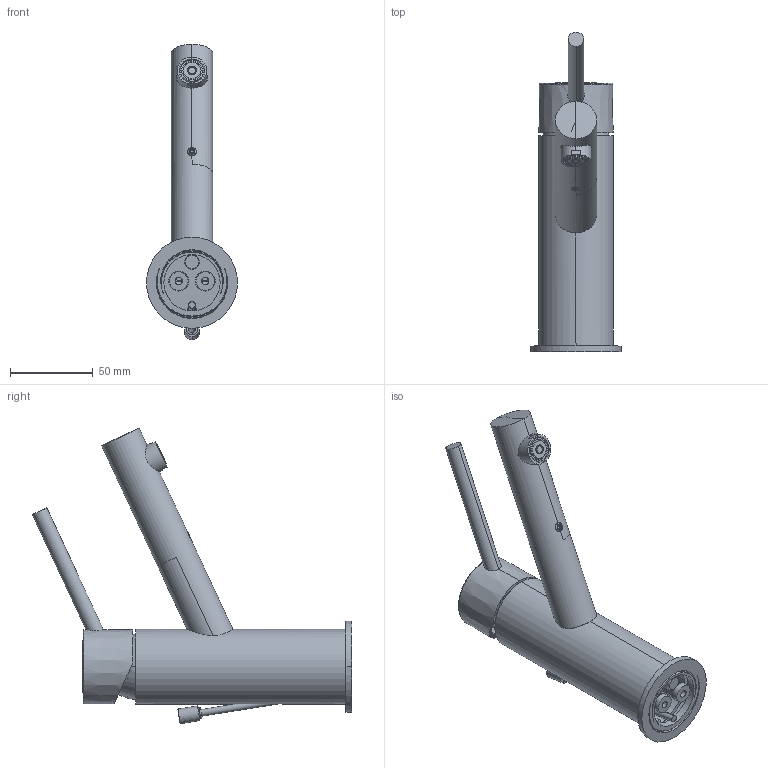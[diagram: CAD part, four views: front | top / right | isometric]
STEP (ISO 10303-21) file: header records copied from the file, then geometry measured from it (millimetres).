
FILE_DESCRIPTION((''),'2;1');
FILE_NAME('BI075CR','2021-11-03T15:36:28',('ut3'),('PAFFONI SpA'),'CREO PARAMETRIC BY PTC INC, 2020044','CREO PARAMETRIC BY PTC INC, 2020044','');
FILE_SCHEMA(('CONFIG_CONTROL_DESIGN','SHAPE_APPEARANCE_LAYERS_GROUPS'));
Products named in the file (1): BI075CR
Bounding box: 55 x 192.84 x 178.35 mm (x, y, z)
Volume: 257077.2 mm3; surface area: 80550.4 mm2
Topology: 4 solids, 5 shells, 1290 faces, 3330 edges, 2071 vertices
Faces by surface type: plane 673, cylinder 336, cone 114, torus 99, bspline 44, sphere 24
Entity records: 56911 total; most frequent: CARTESIAN_POINT 16230, ORIENTED_EDGE 6620, DIRECTION 6291, EDGE_CURVE 3310, AXIS2_PLACEMENT_3D 2279, VERTEX_POINT 2071, VECTOR 1733, LINE 1733
